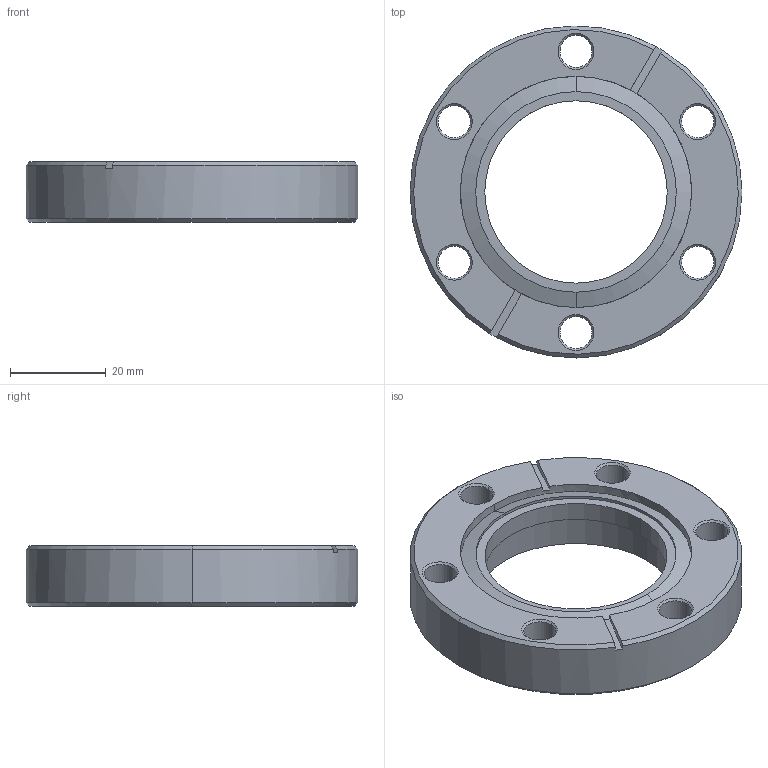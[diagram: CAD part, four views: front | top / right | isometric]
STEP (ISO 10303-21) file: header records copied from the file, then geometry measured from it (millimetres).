
FILE_DESCRIPTION (( 'STEP AP203' ), '1' );
FILE_NAME ('1112112 REV 1.STEP', '2017-03-03T23:03:04', ( '' ), ( '' ), 'SwSTEP 2.0', 'SolidWorks 2016', '' );
FILE_SCHEMA (( 'CONFIG_CONTROL_DESIGN' ));
Length unit declared in the file: inch
Products named in the file (1): 1112112 REV 1
Bounding box: 69.34 x 69.34 x 12.7 mm (x, y, z)
Volume: 28126 mm3; surface area: 10852.2 mm2
Topology: 1 solids, 1 shells, 64 faces, 152 edges, 91 vertices
Faces by surface type: cone 29, cylinder 18, plane 11, bspline 6
Entity records: 2080 total; most frequent: CARTESIAN_POINT 488, DIRECTION 331, ORIENTED_EDGE 304, EDGE_CURVE 152, AXIS2_PLACEMENT_3D 132, VERTEX_POINT 91, EDGE_LOOP 79, CIRCLE 73
